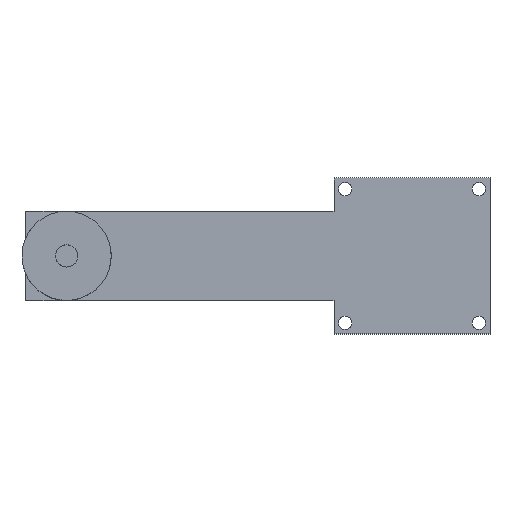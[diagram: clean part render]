
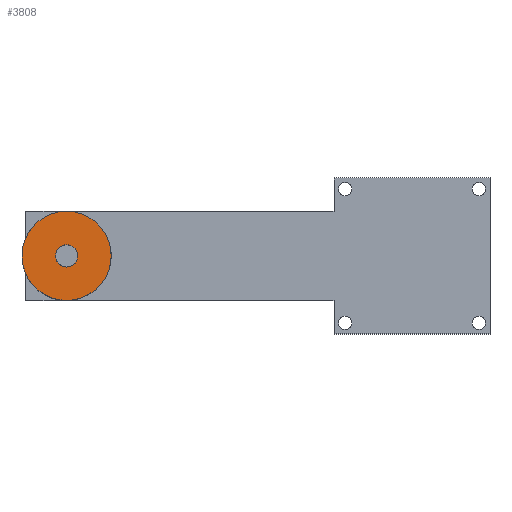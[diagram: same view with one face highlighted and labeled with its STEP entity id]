
A CAD part, top view. The second image highlights one B-rep face of the part: STEP entity #3808.
In plain terms, the highlighted planar face has unit normal (0, 0, 1).
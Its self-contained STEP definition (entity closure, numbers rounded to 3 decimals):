
#71 = CYLINDRICAL_SURFACE('',#72,10.);
#72 = AXIS2_PLACEMENT_3D('',#73,#74,#75);
#73 = CARTESIAN_POINT('',(0.,0.,0.));
#74 = DIRECTION('',(-0.,-0.,-1.));
#75 = DIRECTION('',(1.,0.,0.));
#894 = VERTEX_POINT('',#895);
#895 = CARTESIAN_POINT('',(10.,0.,20.));
#916 = EDGE_CURVE('',#894,#894,#917,.T.);
#917 = SURFACE_CURVE('',#918,(#923,#930),.PCURVE_S1.);
#918 = CIRCLE('',#919,10.);
#919 = AXIS2_PLACEMENT_3D('',#920,#921,#922);
#920 = CARTESIAN_POINT('',(0.,0.,20.));
#921 = DIRECTION('',(0.,0.,1.));
#922 = DIRECTION('',(1.,0.,0.));
#923 = PCURVE('',#71,#924);
#924 = DEFINITIONAL_REPRESENTATION('',(#925),#929);
#925 = LINE('',#926,#927);
#926 = CARTESIAN_POINT('',(-0.,-20.));
#927 = VECTOR('',#928,1.);
#928 = DIRECTION('',(-1.,0.));
#929 = ( GEOMETRIC_REPRESENTATION_CONTEXT(2) 
PARAMETRIC_REPRESENTATION_CONTEXT() REPRESENTATION_CONTEXT('2D SPACE',''
  ) );
#930 = PCURVE('',#931,#936);
#931 = PLANE('',#932);
#932 = AXIS2_PLACEMENT_3D('',#933,#934,#935);
#933 = CARTESIAN_POINT('',(0.,0.,20.));
#934 = DIRECTION('',(0.,0.,1.));
#935 = DIRECTION('',(1.,0.,0.));
#936 = DEFINITIONAL_REPRESENTATION('',(#937),#941);
#937 = CIRCLE('',#938,10.);
#938 = AXIS2_PLACEMENT_2D('',#939,#940);
#939 = CARTESIAN_POINT('',(0.,0.));
#940 = DIRECTION('',(1.,0.));
#941 = ( GEOMETRIC_REPRESENTATION_CONTEXT(2) 
PARAMETRIC_REPRESENTATION_CONTEXT() REPRESENTATION_CONTEXT('2D SPACE',''
  ) );
#3808 = ADVANCED_FACE('',(#3809,#3812),#931,.T.);
#3809 = FACE_BOUND('',#3810,.T.);
#3810 = EDGE_LOOP('',(#3811));
#3811 = ORIENTED_EDGE('',*,*,#916,.T.);
#3812 = FACE_BOUND('',#3813,.T.);
#3813 = EDGE_LOOP('',(#3814));
#3814 = ORIENTED_EDGE('',*,*,#3815,.F.);
#3815 = EDGE_CURVE('',#3816,#3816,#3818,.T.);
#3816 = VERTEX_POINT('',#3817);
#3817 = CARTESIAN_POINT('',(2.5,0.,20.));
#3818 = SURFACE_CURVE('',#3819,(#3824,#3831),.PCURVE_S1.);
#3819 = CIRCLE('',#3820,2.5);
#3820 = AXIS2_PLACEMENT_3D('',#3821,#3822,#3823);
#3821 = CARTESIAN_POINT('',(0.,0.,20.));
#3822 = DIRECTION('',(0.,0.,1.));
#3823 = DIRECTION('',(1.,0.,0.));
#3824 = PCURVE('',#931,#3825);
#3825 = DEFINITIONAL_REPRESENTATION('',(#3826),#3830);
#3826 = CIRCLE('',#3827,2.5);
#3827 = AXIS2_PLACEMENT_2D('',#3828,#3829);
#3828 = CARTESIAN_POINT('',(0.,0.));
#3829 = DIRECTION('',(1.,0.));
#3830 = ( GEOMETRIC_REPRESENTATION_CONTEXT(2) 
PARAMETRIC_REPRESENTATION_CONTEXT() REPRESENTATION_CONTEXT('2D SPACE',''
  ) );
#3831 = PCURVE('',#3832,#3837);
#3832 = CYLINDRICAL_SURFACE('',#3833,2.5);
#3833 = AXIS2_PLACEMENT_3D('',#3834,#3835,#3836);
#3834 = CARTESIAN_POINT('',(0.,0.,20.));
#3835 = DIRECTION('',(0.,0.,1.));
#3836 = DIRECTION('',(1.,0.,0.));
#3837 = DEFINITIONAL_REPRESENTATION('',(#3838),#3842);
#3838 = LINE('',#3839,#3840);
#3839 = CARTESIAN_POINT('',(0.,0.));
#3840 = VECTOR('',#3841,1.);
#3841 = DIRECTION('',(1.,0.));
#3842 = ( GEOMETRIC_REPRESENTATION_CONTEXT(2) 
PARAMETRIC_REPRESENTATION_CONTEXT() REPRESENTATION_CONTEXT('2D SPACE',''
  ) );
